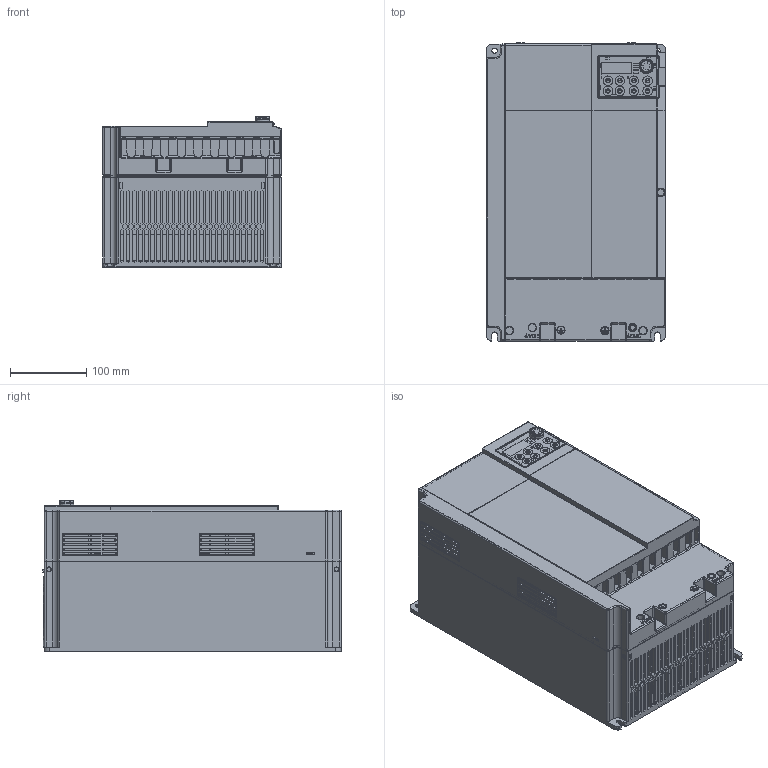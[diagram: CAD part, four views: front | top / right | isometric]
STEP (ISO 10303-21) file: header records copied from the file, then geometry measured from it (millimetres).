
FILE_DESCRIPTION (( 'STEP AP214' ), '1' );
FILE_NAME ('FC-430-F_12.STEP', '2025-03-31T13:18:20', ( '' ), ( '' ), 'SwSTEP 2.0', 'SolidWorks 2023', '' );
FILE_SCHEMA (( 'AUTOMOTIVE_DESIGN' ));
Products named in the file (1): FC-430-F_12
Bounding box: 235 x 391.6 x 198.65 mm (x, y, z)
Surface area: 1423633.6 mm2
Topology: 2 solids, 65 shells, 6207 faces, 17222 edges, 11106 vertices
Faces by surface type: plane 3917, cylinder 1435, bspline 388, torus 355, cone 73, sphere 39
Entity records: 219990 total; most frequent: CARTESIAN_POINT 62617, ORIENTED_EDGE 34410, DIRECTION 30542, EDGE_CURVE 17205, LINE 12208, VECTOR 12208, VERTEX_POINT 11105, AXIS2_PLACEMENT_3D 9167
